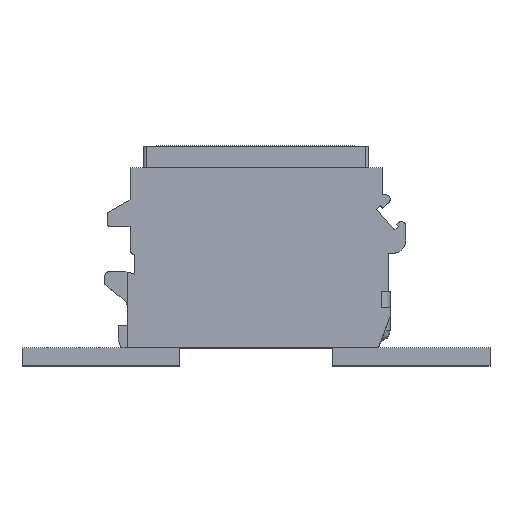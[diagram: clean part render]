
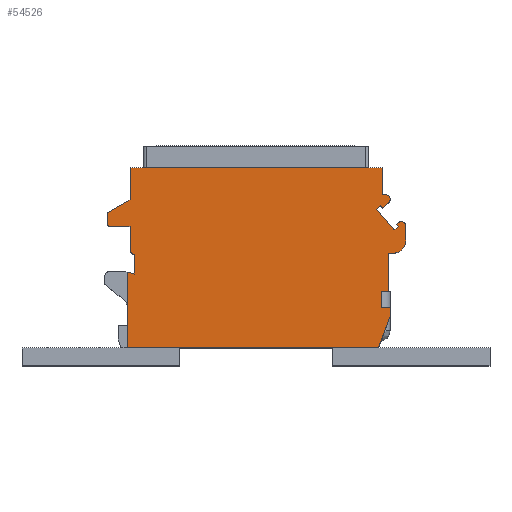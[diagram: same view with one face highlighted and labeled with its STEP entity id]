
A CAD part, top view. The second image highlights one B-rep face of the part: STEP entity #54526.
In plain terms, the highlighted planar face has unit normal (0, 0, 1).
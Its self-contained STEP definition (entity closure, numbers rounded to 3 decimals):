
#3344=CARTESIAN_POINT('',(15.15,12.,7.));
#3345=DIRECTION('',(0.,0.,1.));
#3346=DIRECTION('',(0.,-1.,0.));
#3347=AXIS2_PLACEMENT_3D('',#3344,#3345,#3346);
#3349=DIRECTION('',(-1.,0.,0.));
#3350=VECTOR('',#3349,0.45);
#3351=CARTESIAN_POINT('',(15.15,10.5,7.));
#3352=LINE('',#3351,#3350);
#3353=DIRECTION('',(0.,-1.,0.));
#3354=VECTOR('',#3353,4.2);
#3355=CARTESIAN_POINT('',(14.7,10.5,7.));
#3356=LINE('',#3355,#3354);
#3357=DIRECTION('',(-1.,0.,0.));
#3358=VECTOR('',#3357,0.8);
#3359=CARTESIAN_POINT('',(14.7,6.3,7.));
#3360=LINE('',#3359,#3358);
#3361=DIRECTION('',(0.,-1.,0.));
#3362=VECTOR('',#3361,1.8);
#3363=CARTESIAN_POINT('',(13.9,6.3,7.));
#3364=LINE('',#3363,#3362);
#3365=DIRECTION('',(1.,0.,0.));
#3366=VECTOR('',#3365,1.);
#3367=CARTESIAN_POINT('',(13.9,4.5,7.));
#3368=LINE('',#3367,#3366);
#3369=DIRECTION('',(0.,-1.,0.));
#3370=VECTOR('',#3369,1.);
#3371=CARTESIAN_POINT('',(14.9,4.5,7.));
#3372=LINE('',#3371,#3370);
#3373=DIRECTION('',(-0.348,-0.937,0.));
#3374=VECTOR('',#3373,3.734);
#3375=CARTESIAN_POINT('',(14.9,3.5,7.));
#3376=LINE('',#3375,#3374);
#3377=DIRECTION('',(1.,0.,0.));
#3378=VECTOR('',#3377,27.9);
#3379=CARTESIAN_POINT('',(-14.3,0.,7.));
#3380=LINE('',#3379,#3378);
#3381=DIRECTION('',(0.966,-0.259,0.));
#3382=VECTOR('',#3381,0.828);
#3383=CARTESIAN_POINT('',(-14.3,8.419,7.));
#3384=LINE('',#3383,#3382);
#3385=DIRECTION('',(0.,1.,0.));
#3386=VECTOR('',#3385,2.196);
#3387=CARTESIAN_POINT('',(-13.5,8.204,7.));
#3388=LINE('',#3387,#3386);
#3389=DIRECTION('',(0.,1.,0.));
#3390=VECTOR('',#3389,2.6);
#3391=CARTESIAN_POINT('',(-14.,10.9,7.));
#3392=LINE('',#3391,#3390);
#3393=DIRECTION('',(-1.,0.,0.));
#3394=VECTOR('',#3393,2.2);
#3395=CARTESIAN_POINT('',(-14.,13.5,7.));
#3396=LINE('',#3395,#3394);
#3397=DIRECTION('',(0.,1.,0.));
#3398=VECTOR('',#3397,1.2);
#3399=CARTESIAN_POINT('',(-16.5,13.8,7.));
#3400=LINE('',#3399,#3398);
#3401=DIRECTION('',(0.866,0.5,0.));
#3402=VECTOR('',#3401,2.887);
#3403=CARTESIAN_POINT('',(-16.5,15.,7.));
#3404=LINE('',#3403,#3402);
#3405=DIRECTION('',(0.,-1.,0.));
#3406=VECTOR('',#3405,3.557);
#3407=CARTESIAN_POINT('',(-14.,20.,7.));
#3408=LINE('',#3407,#3406);
#3409=DIRECTION('',(-1.,0.,0.));
#3410=VECTOR('',#3409,28.);
#3411=CARTESIAN_POINT('',(14.,20.,7.));
#3412=LINE('',#3411,#3410);
#3413=DIRECTION('',(0.,-1.,0.));
#3414=VECTOR('',#3413,3.);
#3415=CARTESIAN_POINT('',(14.,20.,7.));
#3416=LINE('',#3415,#3414);
#3417=DIRECTION('',(1.,0.,0.));
#3418=VECTOR('',#3417,0.4);
#3419=CARTESIAN_POINT('',(14.,17.,7.));
#3420=LINE('',#3419,#3418);
#3421=CARTESIAN_POINT('',(14.4,16.5,7.));
#3422=DIRECTION('',(0.,0.,1.));
#3423=DIRECTION('',(0.643,-0.766,0.));
#3424=AXIS2_PLACEMENT_3D('',#3421,#3422,#3423);
#3426=DIRECTION('',(-0.766,-0.643,0.));
#3427=VECTOR('',#3426,0.873);
#3428=CARTESIAN_POINT('',(14.721,16.117,7.));
#3429=LINE('',#3428,#3427);
#3430=DIRECTION('',(-0.643,0.766,0.));
#3431=VECTOR('',#3430,0.3);
#3432=CARTESIAN_POINT('',(14.052,15.556,7.));
#3433=LINE('',#3432,#3431);
#3434=DIRECTION('',(-0.766,-0.643,0.));
#3435=VECTOR('',#3434,0.6);
#3436=CARTESIAN_POINT('',(13.86,15.786,7.));
#3437=LINE('',#3436,#3435);
#3438=DIRECTION('',(0.643,-0.766,0.));
#3439=VECTOR('',#3438,3.);
#3440=CARTESIAN_POINT('',(13.4,15.4,7.));
#3441=LINE('',#3440,#3439);
#3442=DIRECTION('',(0.766,0.643,0.));
#3443=VECTOR('',#3442,0.6);
#3444=CARTESIAN_POINT('',(15.328,13.102,7.));
#3445=LINE('',#3444,#3443);
#3446=DIRECTION('',(-0.643,0.766,0.));
#3447=VECTOR('',#3446,0.3);
#3448=CARTESIAN_POINT('',(15.788,13.488,7.));
#3449=LINE('',#3448,#3447);
#3450=DIRECTION('',(0.766,0.643,0.));
#3451=VECTOR('',#3450,0.305);
#3452=CARTESIAN_POINT('',(15.595,13.717,7.));
#3453=LINE('',#3452,#3451);
#3454=DIRECTION('',(0.,1.,0.));
#3455=VECTOR('',#3454,1.53);
#3456=CARTESIAN_POINT('',(16.65,12.,7.));
#3457=LINE('',#3456,#3455);
#3673=DIRECTION('',(0.,-1.,0.));
#3674=VECTOR('',#3673,8.419);
#3675=CARTESIAN_POINT('',(-14.3,8.419,7.));
#3676=LINE('',#3675,#3674);
#3771=CARTESIAN_POINT('',(-13.5,10.9,7.));
#3772=DIRECTION('',(0.,0.,1.));
#3773=DIRECTION('',(-1.,0.,0.));
#3774=AXIS2_PLACEMENT_3D('',#3771,#3772,#3773);
#3793=CARTESIAN_POINT('',(-16.2,13.8,7.));
#3794=DIRECTION('',(0.,0.,1.));
#3795=DIRECTION('',(-1.,0.,0.));
#3796=AXIS2_PLACEMENT_3D('',#3793,#3794,#3795);
#4279=CARTESIAN_POINT('',(16.15,13.53,7.));
#4280=DIRECTION('',(0.,0.,1.));
#4281=DIRECTION('',(1.,0.,0.));
#4282=AXIS2_PLACEMENT_3D('',#4279,#4280,#4281);
#41220=CARTESIAN_POINT('',(-16.5,15.,7.));
#41221=CARTESIAN_POINT('',(-14.,16.443,7.));
#41222=VERTEX_POINT('',#41220);
#41223=VERTEX_POINT('',#41221);
#41224=CARTESIAN_POINT('',(-14.,20.,7.));
#41225=VERTEX_POINT('',#41224);
#41226=CARTESIAN_POINT('',(-13.5,8.204,7.));
#41228=VERTEX_POINT('',#41226);
#41230=CARTESIAN_POINT('',(-14.,13.5,7.));
#41232=VERTEX_POINT('',#41230);
#41235=CARTESIAN_POINT('',(-16.5,13.8,7.));
#41237=VERTEX_POINT('',#41235);
#41238=CARTESIAN_POINT('',(-16.2,13.5,7.));
#41239=VERTEX_POINT('',#41238);
#41243=CARTESIAN_POINT('',(-14.,10.9,7.));
#41245=VERTEX_POINT('',#41243);
#41246=CARTESIAN_POINT('',(-13.5,10.4,7.));
#41247=VERTEX_POINT('',#41246);
#41255=CARTESIAN_POINT('',(-14.3,0.,7.));
#41257=VERTEX_POINT('',#41255);
#41283=CARTESIAN_POINT('',(-14.3,8.419,7.));
#41285=VERTEX_POINT('',#41283);
#41330=CARTESIAN_POINT('',(14.,17.,7.));
#41331=CARTESIAN_POINT('',(14.4,17.,7.));
#41332=VERTEX_POINT('',#41330);
#41333=VERTEX_POINT('',#41331);
#41334=CARTESIAN_POINT('',(14.721,16.117,7.));
#41335=VERTEX_POINT('',#41334);
#41336=CARTESIAN_POINT('',(14.052,15.556,7.));
#41337=VERTEX_POINT('',#41336);
#41338=CARTESIAN_POINT('',(13.86,15.786,7.));
#41339=VERTEX_POINT('',#41338);
#41340=CARTESIAN_POINT('',(13.4,15.4,7.));
#41341=VERTEX_POINT('',#41340);
#41342=CARTESIAN_POINT('',(15.328,13.102,7.));
#41343=VERTEX_POINT('',#41342);
#41344=CARTESIAN_POINT('',(15.788,13.488,7.));
#41345=VERTEX_POINT('',#41344);
#41346=CARTESIAN_POINT('',(15.595,13.717,7.));
#41347=VERTEX_POINT('',#41346);
#41348=CARTESIAN_POINT('',(14.,20.,7.));
#41349=VERTEX_POINT('',#41348);
#41350=CARTESIAN_POINT('',(14.9,3.5,7.));
#41351=CARTESIAN_POINT('',(13.6,0.,7.));
#41352=VERTEX_POINT('',#41350);
#41353=VERTEX_POINT('',#41351);
#41354=CARTESIAN_POINT('',(14.7,10.5,7.));
#41356=VERTEX_POINT('',#41354);
#41359=CARTESIAN_POINT('',(16.65,13.53,7.));
#41361=VERTEX_POINT('',#41359);
#41362=CARTESIAN_POINT('',(15.829,13.913,7.));
#41363=VERTEX_POINT('',#41362);
#41377=CARTESIAN_POINT('',(14.7,6.3,7.));
#41378=CARTESIAN_POINT('',(13.9,6.3,7.));
#41379=VERTEX_POINT('',#41377);
#41380=VERTEX_POINT('',#41378);
#41381=CARTESIAN_POINT('',(13.9,4.5,7.));
#41382=VERTEX_POINT('',#41381);
#41383=CARTESIAN_POINT('',(14.9,4.5,7.));
#41384=VERTEX_POINT('',#41383);
#41399=CARTESIAN_POINT('',(16.65,12.,7.));
#41401=VERTEX_POINT('',#41399);
#41405=CARTESIAN_POINT('',(15.15,10.5,7.));
#41406=VERTEX_POINT('',#41405);
#54459=CARTESIAN_POINT('',(0.,0.,7.));
#54460=DIRECTION('',(0.,0.,1.));
#54461=DIRECTION('',(1.,0.,0.));
#54462=AXIS2_PLACEMENT_3D('',#54459,#54460,#54461);
#54463=PLANE('',#54462);
#54464=ORIENTED_EDGE('',*,*,#54440,.F.);
#54466=ORIENTED_EDGE('',*,*,#54465,.T.);
#54468=ORIENTED_EDGE('',*,*,#54467,.T.);
#54470=ORIENTED_EDGE('',*,*,#54469,.T.);
#54472=ORIENTED_EDGE('',*,*,#54471,.T.);
#54474=ORIENTED_EDGE('',*,*,#54473,.T.);
#54476=ORIENTED_EDGE('',*,*,#54475,.T.);
#54478=ORIENTED_EDGE('',*,*,#54477,.T.);
#54480=ORIENTED_EDGE('',*,*,#54479,.F.);
#54482=ORIENTED_EDGE('',*,*,#54481,.F.);
#54484=ORIENTED_EDGE('',*,*,#54483,.T.);
#54486=ORIENTED_EDGE('',*,*,#54485,.T.);
#54488=ORIENTED_EDGE('',*,*,#54487,.F.);
#54490=ORIENTED_EDGE('',*,*,#54489,.T.);
#54492=ORIENTED_EDGE('',*,*,#54491,.T.);
#54494=ORIENTED_EDGE('',*,*,#54493,.F.);
#54496=ORIENTED_EDGE('',*,*,#54495,.T.);
#54498=ORIENTED_EDGE('',*,*,#54497,.T.);
#54500=ORIENTED_EDGE('',*,*,#54499,.F.);
#54501=ORIENTED_EDGE('',*,*,#54319,.F.);
#54502=ORIENTED_EDGE('',*,*,#54354,.T.);
#54504=ORIENTED_EDGE('',*,*,#54503,.T.);
#54506=ORIENTED_EDGE('',*,*,#54505,.F.);
#54508=ORIENTED_EDGE('',*,*,#54507,.T.);
#54510=ORIENTED_EDGE('',*,*,#54509,.T.);
#54512=ORIENTED_EDGE('',*,*,#54511,.T.);
#54514=ORIENTED_EDGE('',*,*,#54513,.T.);
#54516=ORIENTED_EDGE('',*,*,#54515,.T.);
#54518=ORIENTED_EDGE('',*,*,#54517,.T.);
#54520=ORIENTED_EDGE('',*,*,#54519,.T.);
#54522=ORIENTED_EDGE('',*,*,#54521,.F.);
#54523=ORIENTED_EDGE('',*,*,#54451,.F.);
#54524=EDGE_LOOP('',(#54464,#54466,#54468,#54470,#54472,#54474,#54476,#54478,
#54480,#54482,#54484,#54486,#54488,#54490,#54492,#54494,#54496,#54498,#54500,
#54501,#54502,#54504,#54506,#54508,#54510,#54512,#54514,#54516,#54518,#54520,
#54522,#54523));
#54525=FACE_OUTER_BOUND('',#54524,.F.);
#54526=ADVANCED_FACE('',(#54525),#54463,.T.);
#3348=CIRCLE('',#3347,1.5);
#3425=CIRCLE('',#3424,0.5);
#3775=CIRCLE('',#3774,0.5);
#3797=CIRCLE('',#3796,0.3);
#4283=CIRCLE('',#4282,0.5);
#54319=EDGE_CURVE('',#41349,#41225,#3412,.T.);
#54354=EDGE_CURVE('',#41349,#41332,#3416,.T.);
#54440=EDGE_CURVE('',#41406,#41401,#3348,.T.);
#54451=EDGE_CURVE('',#41401,#41361,#3457,.T.);
#54465=EDGE_CURVE('',#41406,#41356,#3352,.T.);
#54467=EDGE_CURVE('',#41356,#41379,#3356,.T.);
#54469=EDGE_CURVE('',#41379,#41380,#3360,.T.);
#54471=EDGE_CURVE('',#41380,#41382,#3364,.T.);
#54473=EDGE_CURVE('',#41382,#41384,#3368,.T.);
#54475=EDGE_CURVE('',#41384,#41352,#3372,.T.);
#54477=EDGE_CURVE('',#41352,#41353,#3376,.T.);
#54479=EDGE_CURVE('',#41257,#41353,#3380,.T.);
#54481=EDGE_CURVE('',#41285,#41257,#3676,.T.);
#54483=EDGE_CURVE('',#41285,#41228,#3384,.T.);
#54485=EDGE_CURVE('',#41228,#41247,#3388,.T.);
#54487=EDGE_CURVE('',#41245,#41247,#3775,.T.);
#54489=EDGE_CURVE('',#41245,#41232,#3392,.T.);
#54491=EDGE_CURVE('',#41232,#41239,#3396,.T.);
#54493=EDGE_CURVE('',#41237,#41239,#3797,.T.);
#54495=EDGE_CURVE('',#41237,#41222,#3400,.T.);
#54497=EDGE_CURVE('',#41222,#41223,#3404,.T.);
#54499=EDGE_CURVE('',#41225,#41223,#3408,.T.);
#54503=EDGE_CURVE('',#41332,#41333,#3420,.T.);
#54505=EDGE_CURVE('',#41335,#41333,#3425,.T.);
#54507=EDGE_CURVE('',#41335,#41337,#3429,.T.);
#54509=EDGE_CURVE('',#41337,#41339,#3433,.T.);
#54511=EDGE_CURVE('',#41339,#41341,#3437,.T.);
#54513=EDGE_CURVE('',#41341,#41343,#3441,.T.);
#54515=EDGE_CURVE('',#41343,#41345,#3445,.T.);
#54517=EDGE_CURVE('',#41345,#41347,#3449,.T.);
#54519=EDGE_CURVE('',#41347,#41363,#3453,.T.);
#54521=EDGE_CURVE('',#41361,#41363,#4283,.T.);
